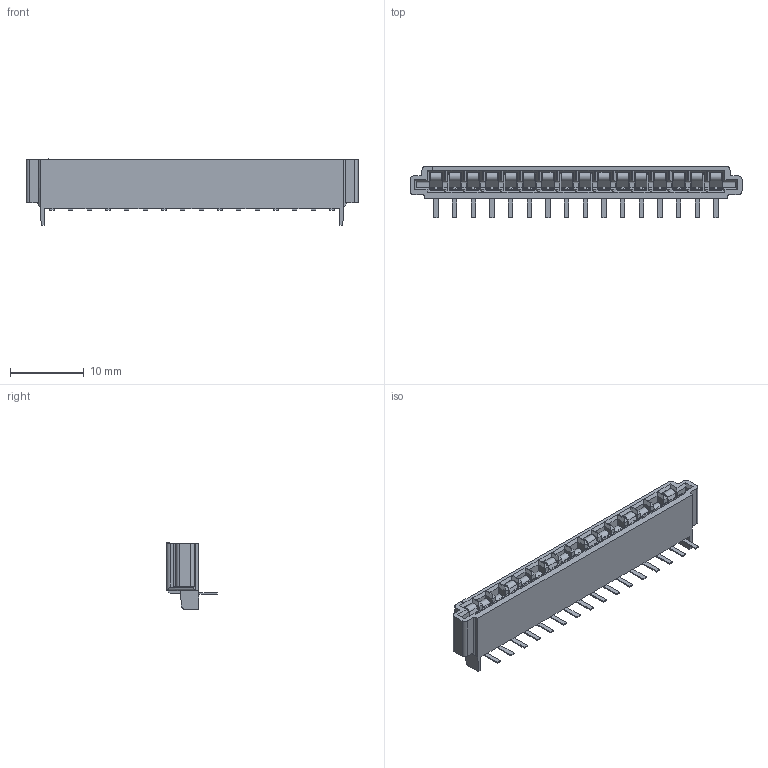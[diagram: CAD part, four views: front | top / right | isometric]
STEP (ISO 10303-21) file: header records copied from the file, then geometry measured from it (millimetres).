
FILE_DESCRIPTION((''),'2;1');
FILE_NAME('C-6-520314-6','2019-02-27T04:16:30',('workeradm'),('TE Connectivity Ltd.'),'CREO PARAMETRIC BY PTC INC, 2018190','CREO PARAMETRIC BY PTC INC, 2018190','');
FILE_SCHEMA(('AUTOMOTIVE_DESIGN { 1 0 10303 214 1 1 1 1 }'));
Length unit declared in the file: millimetre
Products named in the file (1): C-6-520314-6
Bounding box: 45.16 x 6.93 x 9.09 mm (x, y, z)
Volume: 883.9 mm3; surface area: 2498.4 mm2
Topology: 1 solids, 1 shells, 973 faces, 2759 edges, 1774 vertices
Faces by surface type: plane 623, cylinder 206, bspline 112, torus 16, cone 16
Entity records: 41874 total; most frequent: CARTESIAN_POINT 17021, ORIENTED_EDGE 5518, DIRECTION 4761, EDGE_CURVE 2759, VECTOR 2071, LINE 2071, VERTEX_POINT 1774, AXIS2_PLACEMENT_3D 1345
